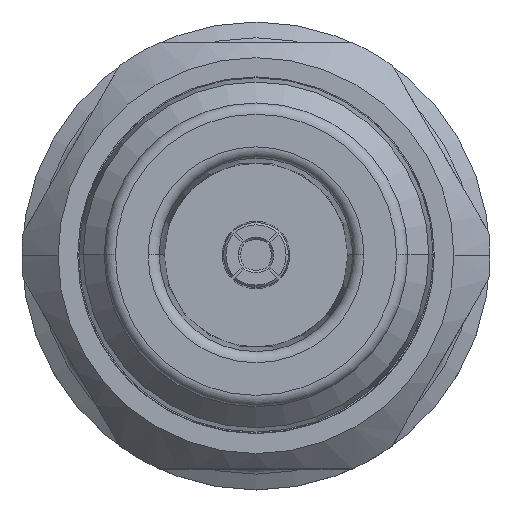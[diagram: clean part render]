
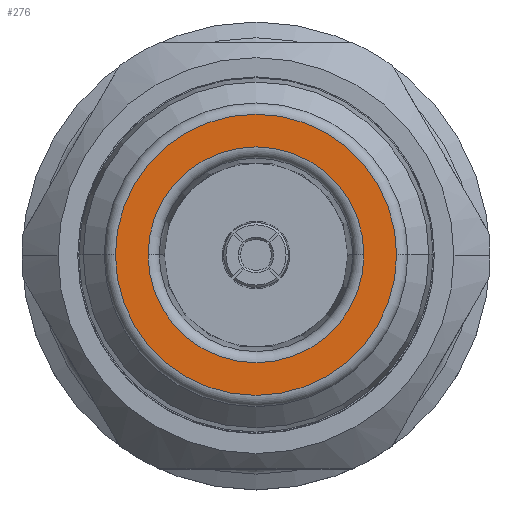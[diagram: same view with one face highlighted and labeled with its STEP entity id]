
A CAD part, top view. The second image highlights one B-rep face of the part: STEP entity #276.
In plain terms, the highlighted planar face has unit normal (0, 0, 1).
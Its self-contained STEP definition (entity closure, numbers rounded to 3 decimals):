
#276 = ADVANCED_FACE ( 'NONE', ( #3532, #3536 ), #10815, .F. ) ;
#352 = EDGE_CURVE ( 'NONE', #14076, #9437, #12442, .T. ) ;
#393 = EDGE_CURVE ( 'NONE', #11852, #11856, #12516, .T. ) ;
#537 = EDGE_CURVE ( 'NONE', #11856, #11852, #12651, .T. ) ;
#2327 = CARTESIAN_POINT ( 'NONE',  ( 0., 0., 0. ) ) ;
#2328 = DIRECTION ( 'NONE',  ( 0., 0., 1. ) ) ;
#2329 = DIRECTION ( 'NONE',  ( -1., 0., 0. ) ) ;
#3425 = ORIENTED_EDGE ( 'NONE', *, *, #3737, .T. ) ;
#3439 = ORIENTED_EDGE ( 'NONE', *, *, #352, .T. ) ;
#3456 = ORIENTED_EDGE ( 'NONE', *, *, #537, .F. ) ;
#3464 = ORIENTED_EDGE ( 'NONE', *, *, #393, .F. ) ;
#3509 = EDGE_LOOP ( 'NONE', ( #3425, #3439 ) ) ;
#3532 = FACE_BOUND ( 'NONE', #12766, .T. ) ;
#3536 = FACE_OUTER_BOUND ( 'NONE', #3509, .T. ) ;
#3737 = EDGE_CURVE ( 'NONE', #9437, #14076, #4593, .T. ) ;
#4593 = CIRCLE ( 'NONE', #11913, 6.25 ) ;
#5877 = CARTESIAN_POINT ( 'NONE',  ( -6.25, 0., 0. ) ) ;
#6052 = CARTESIAN_POINT ( 'NONE',  ( -4.8, 0., 0. ) ) ;
#6054 = CARTESIAN_POINT ( 'NONE',  ( 4.8, 0., 0. ) ) ;
#6711 = CARTESIAN_POINT ( 'NONE',  ( 6.25, 0., 0. ) ) ;
#9437 = VERTEX_POINT ( 'NONE', #5877 ) ;
#10815 = PLANE ( 'NONE',  #11368 ) ;
#10822 = CARTESIAN_POINT ( 'NONE',  ( 0., 0., 0. ) ) ;
#10823 = DIRECTION ( 'NONE',  ( 0., 0., -1. ) ) ;
#10824 = DIRECTION ( 'NONE',  ( -1., 0., 0. ) ) ;
#11368 = AXIS2_PLACEMENT_3D ( 'NONE', #10822, #10823, #10824 ) ;
#11719 = AXIS2_PLACEMENT_3D ( 'NONE', #14930, #14931, #14932 ) ;
#11762 = AXIS2_PLACEMENT_3D ( 'NONE', #15038, #15039, #15040 ) ;
#11821 = AXIS2_PLACEMENT_3D ( 'NONE', #13560, #13561, #13562 ) ;
#11852 = VERTEX_POINT ( 'NONE', #6052 ) ;
#11856 = VERTEX_POINT ( 'NONE', #6054 ) ;
#11913 = AXIS2_PLACEMENT_3D ( 'NONE', #2327, #2328, #2329 ) ;
#12442 = CIRCLE ( 'NONE', #11719, 6.25 ) ;
#12516 = CIRCLE ( 'NONE', #11762, 4.8 ) ;
#12651 = CIRCLE ( 'NONE', #11821, 4.8 ) ;
#12766 = EDGE_LOOP ( 'NONE', ( #3456, #3464 ) ) ;
#13560 = CARTESIAN_POINT ( 'NONE',  ( 0., 0., 0. ) ) ;
#13561 = DIRECTION ( 'NONE',  ( 0., 0., 1. ) ) ;
#13562 = DIRECTION ( 'NONE',  ( 1., 0., 0. ) ) ;
#14076 = VERTEX_POINT ( 'NONE', #6711 ) ;
#14930 = CARTESIAN_POINT ( 'NONE',  ( 0., 0., 0. ) ) ;
#14931 = DIRECTION ( 'NONE',  ( 0., 0., 1. ) ) ;
#14932 = DIRECTION ( 'NONE',  ( -1., 0., 0. ) ) ;
#15038 = CARTESIAN_POINT ( 'NONE',  ( 0., 0., 0. ) ) ;
#15039 = DIRECTION ( 'NONE',  ( 0., 0., 1. ) ) ;
#15040 = DIRECTION ( 'NONE',  ( 1., 0., 0. ) ) ;
